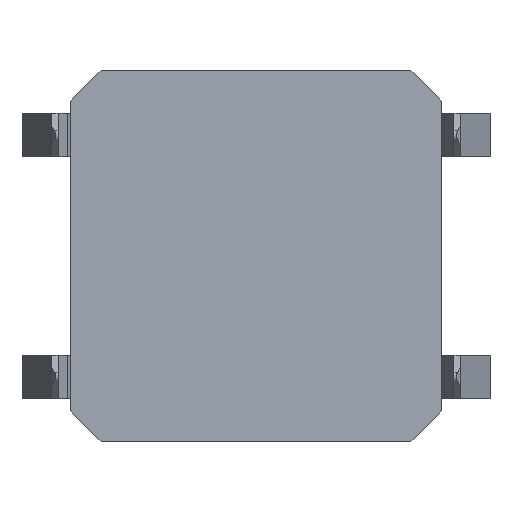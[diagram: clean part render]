
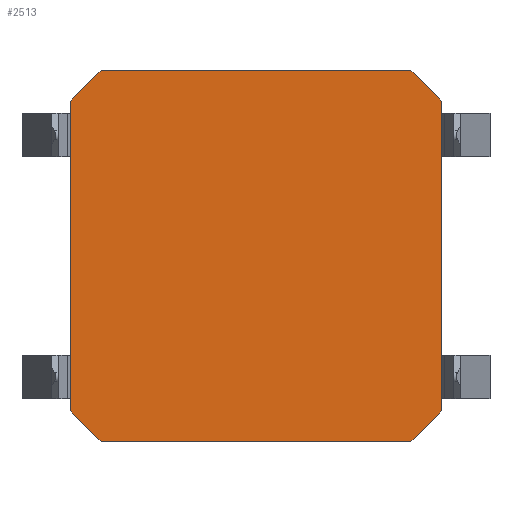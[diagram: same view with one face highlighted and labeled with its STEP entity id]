
A CAD part, front view. The second image highlights one B-rep face of the part: STEP entity #2513.
In plain terms, the highlighted planar face has unit normal (0, -1, 0).
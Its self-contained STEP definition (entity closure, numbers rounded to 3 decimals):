
#14 = VECTOR ( 'NONE', #736, 1000. ) ;
#19 = EDGE_CURVE ( 'NONE', #1457, #2595, #1783, .T. ) ;
#65 = CARTESIAN_POINT ( 'NONE',  ( -3.005, 0., 3.005 ) ) ;
#81 = CARTESIAN_POINT ( 'NONE',  ( -3.005, 0., -2.505 ) ) ;
#85 = VECTOR ( 'NONE', #527, 1000. ) ;
#150 = FACE_OUTER_BOUND ( 'NONE', #2622, .T. ) ;
#215 = CARTESIAN_POINT ( 'NONE',  ( -3.005, 0., 2.505 ) ) ;
#272 = VECTOR ( 'NONE', #581, 1000. ) ;
#302 = DIRECTION ( 'NONE',  ( 0., 0., -1. ) ) ;
#394 = VERTEX_POINT ( 'NONE', #483 ) ;
#481 = CARTESIAN_POINT ( 'NONE',  ( 2.755, 0., 2.755 ) ) ;
#482 = CARTESIAN_POINT ( 'NONE',  ( 2.755, 0., -2.755 ) ) ;
#483 = CARTESIAN_POINT ( 'NONE',  ( 2.505, 0., 3.005 ) ) ;
#505 = EDGE_CURVE ( 'NONE', #510, #2595, #552, .T. ) ;
#510 = VERTEX_POINT ( 'NONE', #81 ) ;
#527 = DIRECTION ( 'NONE',  ( -0.707, 0., -0.707 ) ) ;
#552 = LINE ( 'NONE', #65, #272 ) ;
#555 = CARTESIAN_POINT ( 'NONE',  ( 3.005, 0., 3.005 ) ) ;
#569 = LINE ( 'NONE', #555, #1918 ) ;
#581 = DIRECTION ( 'NONE',  ( 0., 0., 1. ) ) ;
#659 = VECTOR ( 'NONE', #941, 1000. ) ;
#673 = CARTESIAN_POINT ( 'NONE',  ( 0., 0., 0. ) ) ;
#736 = DIRECTION ( 'NONE',  ( -1., 0., 0. ) ) ;
#758 = CARTESIAN_POINT ( 'NONE',  ( -2.755, 0., 2.755 ) ) ;
#941 = DIRECTION ( 'NONE',  ( 1., 0., 0. ) ) ;
#981 = CARTESIAN_POINT ( 'NONE',  ( 3.005, 0., 2.505 ) ) ;
#1023 = ORIENTED_EDGE ( 'NONE', *, *, #19, .T. ) ;
#1024 = VERTEX_POINT ( 'NONE', #1623 ) ;
#1108 = ORIENTED_EDGE ( 'NONE', *, *, #2067, .F. ) ;
#1232 = LINE ( 'NONE', #482, #2663 ) ;
#1233 = AXIS2_PLACEMENT_3D ( 'NONE', #673, #2955, #1930 ) ;
#1252 = VECTOR ( 'NONE', #1624, 1000. ) ;
#1410 = VERTEX_POINT ( 'NONE', #2257 ) ;
#1439 = EDGE_CURVE ( 'NONE', #1765, #394, #2781, .T. ) ;
#1457 = VERTEX_POINT ( 'NONE', #1757 ) ;
#1505 = ORIENTED_EDGE ( 'NONE', *, *, #2638, .T. ) ;
#1623 = CARTESIAN_POINT ( 'NONE',  ( -2.505, 0., -3.005 ) ) ;
#1624 = DIRECTION ( 'NONE',  ( 0.707, 0., -0.707 ) ) ;
#1697 = EDGE_CURVE ( 'NONE', #510, #1024, #2913, .T. ) ;
#1713 = PLANE ( 'NONE',  #1233 ) ;
#1744 = DIRECTION ( 'NONE',  ( 0.707, 0., 0.707 ) ) ;
#1757 = CARTESIAN_POINT ( 'NONE',  ( -2.505, 0., 3.005 ) ) ;
#1765 = VERTEX_POINT ( 'NONE', #981 ) ;
#1783 = LINE ( 'NONE', #758, #85 ) ;
#1796 = ORIENTED_EDGE ( 'NONE', *, *, #2339, .F. ) ;
#1853 = VERTEX_POINT ( 'NONE', #2761 ) ;
#1914 = LINE ( 'NONE', #2923, #659 ) ;
#1918 = VECTOR ( 'NONE', #302, 1000. ) ;
#1930 = DIRECTION ( 'NONE',  ( 0., 0., -1. ) ) ;
#2009 = DIRECTION ( 'NONE',  ( -0.707, 0., 0.707 ) ) ;
#2053 = VECTOR ( 'NONE', #2009, 1000. ) ;
#2067 = EDGE_CURVE ( 'NONE', #1457, #394, #1914, .T. ) ;
#2245 = LINE ( 'NONE', #2524, #14 ) ;
#2257 = CARTESIAN_POINT ( 'NONE',  ( 3.005, 0., -2.505 ) ) ;
#2339 = EDGE_CURVE ( 'NONE', #1765, #1410, #569, .T. ) ;
#2409 = CARTESIAN_POINT ( 'NONE',  ( -2.755, 0., -2.755 ) ) ;
#2513 = ADVANCED_FACE ( 'NONE', ( #150 ), #1713, .T. ) ;
#2524 = CARTESIAN_POINT ( 'NONE',  ( -3.005, 0., -3.005 ) ) ;
#2567 = EDGE_CURVE ( 'NONE', #1853, #1024, #2245, .T. ) ;
#2595 = VERTEX_POINT ( 'NONE', #215 ) ;
#2622 = EDGE_LOOP ( 'NONE', ( #2976, #1505, #1796, #2647, #1108, #1023, #2917, #2962 ) ) ;
#2638 = EDGE_CURVE ( 'NONE', #1853, #1410, #1232, .T. ) ;
#2647 = ORIENTED_EDGE ( 'NONE', *, *, #1439, .T. ) ;
#2663 = VECTOR ( 'NONE', #1744, 1000. ) ;
#2761 = CARTESIAN_POINT ( 'NONE',  ( 2.505, 0., -3.005 ) ) ;
#2781 = LINE ( 'NONE', #481, #2053 ) ;
#2913 = LINE ( 'NONE', #2409, #1252 ) ;
#2917 = ORIENTED_EDGE ( 'NONE', *, *, #505, .F. ) ;
#2923 = CARTESIAN_POINT ( 'NONE',  ( -3.005, 0., 3.005 ) ) ;
#2955 = DIRECTION ( 'NONE',  ( 0., -1., 0. ) ) ;
#2962 = ORIENTED_EDGE ( 'NONE', *, *, #1697, .T. ) ;
#2976 = ORIENTED_EDGE ( 'NONE', *, *, #2567, .F. ) ;
